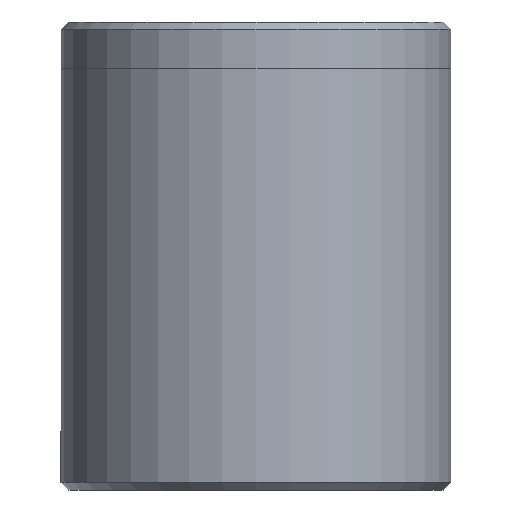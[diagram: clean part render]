
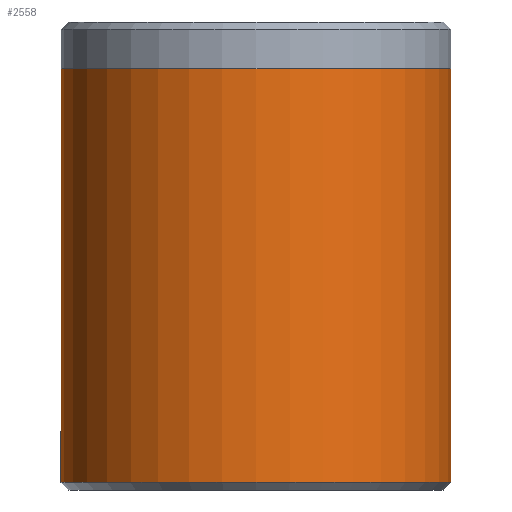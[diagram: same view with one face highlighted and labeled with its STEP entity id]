
A CAD part, front view. The second image highlights one B-rep face of the part: STEP entity #2558.
In plain terms, the highlighted cylindrical face has radius 12.5 mm (diameter 25 mm), a partial arc.
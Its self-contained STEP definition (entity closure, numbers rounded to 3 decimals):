
#106 = EDGE_CURVE ( 'NONE', #500, #495, #1915, .T. ) ;
#124 = VECTOR ( 'NONE', #1693, 1000. ) ;
#162 = CARTESIAN_POINT ( 'NONE',  ( -12.5, 0., 27. ) ) ;
#287 = EDGE_CURVE ( 'NONE', #1240, #326, #2118, .T. ) ;
#326 = VERTEX_POINT ( 'NONE', #1258 ) ;
#401 = DIRECTION ( 'NONE',  ( 0., 0., 1. ) ) ;
#421 = CIRCLE ( 'NONE', #1963, 12.5 ) ;
#495 = VERTEX_POINT ( 'NONE', #884 ) ;
#500 = VERTEX_POINT ( 'NONE', #880 ) ;
#638 = DIRECTION ( 'NONE',  ( 0., 0., -1. ) ) ;
#686 = AXIS2_PLACEMENT_3D ( 'NONE', #748, #2204, #963 ) ;
#698 = EDGE_LOOP ( 'NONE', ( #2160, #769, #1210, #1869 ) ) ;
#748 = CARTESIAN_POINT ( 'NONE',  ( 0., 0., 0.5 ) ) ;
#769 = ORIENTED_EDGE ( 'NONE', *, *, #1303, .F. ) ;
#880 = CARTESIAN_POINT ( 'NONE',  ( 12.5, 0., 27. ) ) ;
#884 = CARTESIAN_POINT ( 'NONE',  ( 12.5, 0., 0.5 ) ) ;
#963 = DIRECTION ( 'NONE',  ( 1., 0., 0. ) ) ;
#1040 = CYLINDRICAL_SURFACE ( 'NONE', #2290, 12.5 ) ;
#1102 = FACE_OUTER_BOUND ( 'NONE', #698, .T. ) ;
#1210 = ORIENTED_EDGE ( 'NONE', *, *, #287, .T. ) ;
#1240 = VERTEX_POINT ( 'NONE', #162 ) ;
#1258 = CARTESIAN_POINT ( 'NONE',  ( -12.5, 0., 0.5 ) ) ;
#1303 = EDGE_CURVE ( 'NONE', #1240, #500, #421, .T. ) ;
#1354 = DIRECTION ( 'NONE',  ( 0., 0., -1. ) ) ;
#1363 = CARTESIAN_POINT ( 'NONE',  ( -12.5, 0., 30. ) ) ;
#1512 = CARTESIAN_POINT ( 'NONE',  ( 0., 0., 30. ) ) ;
#1573 = VECTOR ( 'NONE', #1354, 1000. ) ;
#1579 = CIRCLE ( 'NONE', #686, 12.5 ) ;
#1693 = DIRECTION ( 'NONE',  ( 0., 0., -1. ) ) ;
#1698 = CARTESIAN_POINT ( 'NONE',  ( 0., 0., 27. ) ) ;
#1704 = CARTESIAN_POINT ( 'NONE',  ( 12.5, 0., 30. ) ) ;
#1869 = ORIENTED_EDGE ( 'NONE', *, *, #2366, .T. ) ;
#1911 = DIRECTION ( 'NONE',  ( 1., 0., 0. ) ) ;
#1915 = LINE ( 'NONE', #1704, #124 ) ;
#1963 = AXIS2_PLACEMENT_3D ( 'NONE', #1698, #401, #1911 ) ;
#2118 = LINE ( 'NONE', #1363, #1573 ) ;
#2160 = ORIENTED_EDGE ( 'NONE', *, *, #106, .F. ) ;
#2204 = DIRECTION ( 'NONE',  ( 0., 0., 1. ) ) ;
#2290 = AXIS2_PLACEMENT_3D ( 'NONE', #1512, #638, #2462 ) ;
#2366 = EDGE_CURVE ( 'NONE', #326, #495, #1579, .T. ) ;
#2462 = DIRECTION ( 'NONE',  ( -1., 0., 0. ) ) ;
#2558 = ADVANCED_FACE ( 'NONE', ( #1102 ), #1040, .T. ) ;
